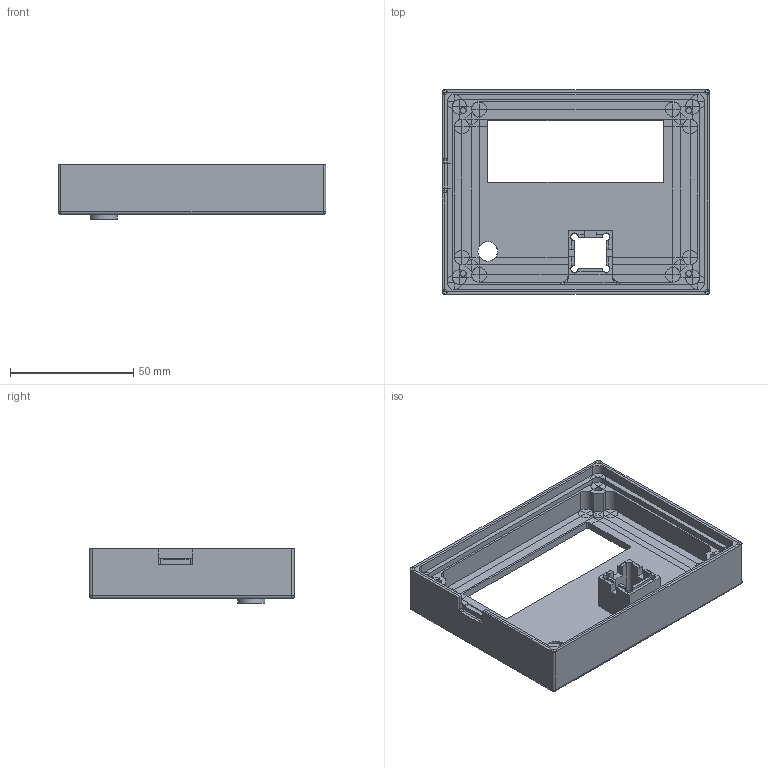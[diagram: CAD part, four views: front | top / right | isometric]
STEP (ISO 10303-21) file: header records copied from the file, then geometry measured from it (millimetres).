
FILE_DESCRIPTION(('FreeCAD Model'),'2;1');
FILE_NAME('top.step','2019-03-09T06:38:52',('Author'),(''), 'Open CASCADE STEP processor 6.9','FreeCAD','Unknown');
FILE_SCHEMA(('AUTOMOTIVE_DESIGN { 1 0 10303 214 1 1 1 1 }'));
Length unit declared in the file: millimetre
Products named in the file (1): Group
Bounding box: 108.7 x 83.2 x 22.2 mm (x, y, z)
Volume: 60185.3 mm3; surface area: 30232.5 mm2
Topology: 1 solids, 1 shells, 380 faces, 865 edges, 482 vertices
Faces by surface type: plane 314, cylinder 62, sphere 4
Full cylindrical faces by diameter (mm): 2.4 x4, 8 x3, 11 x1
Entity records: 23935 total; most frequent: CARTESIAN_POINT 3693, DIRECTION 3366, LINE 1726, VECTOR 1726, ORIENTED_EDGE 1722, PCURVE 1722, DEFINITIONAL_REPRESENTATION 1722, EDGE_CURVE 861
